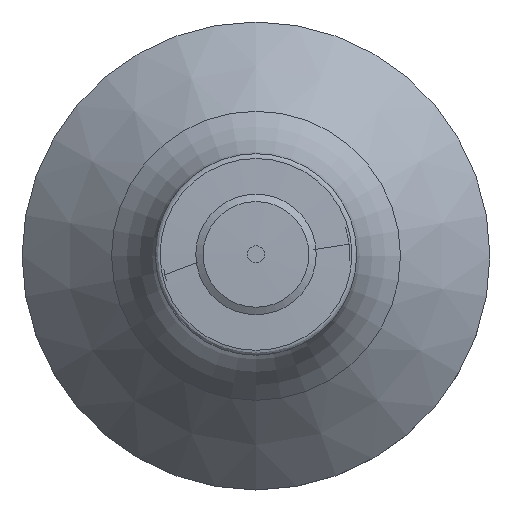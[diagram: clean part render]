
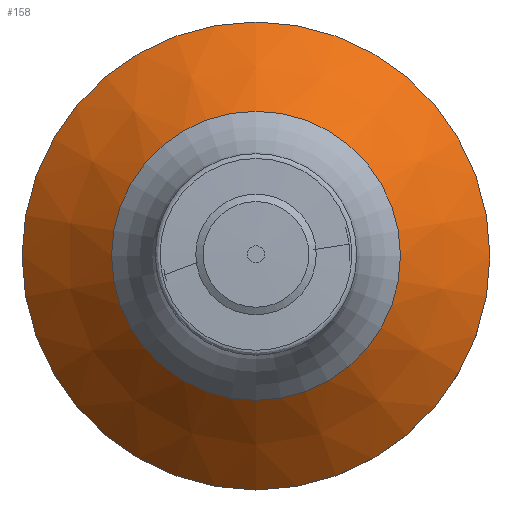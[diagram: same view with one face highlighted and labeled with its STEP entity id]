
A CAD part, top view. The second image highlights one B-rep face of the part: STEP entity #158.
In plain terms, the highlighted conical face has half-angle 45 degrees and reference radius 7 mm.
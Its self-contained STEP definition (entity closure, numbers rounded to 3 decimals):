
#35=CONICAL_SURFACE('',#424,7.,45.);
#124=FACE_BOUND('',#215,.T.);
#125=FACE_BOUND('',#216,.T.);
#158=ADVANCED_FACE('',(#124,#125),#35,.T.);
#215=EDGE_LOOP('',(#276));
#216=EDGE_LOOP('',(#277));
#276=ORIENTED_EDGE('',*,*,#365,.T.);
#277=ORIENTED_EDGE('',*,*,#366,.T.);
#329=VERTEX_POINT('',#671);
#330=VERTEX_POINT('',#673);
#365=EDGE_CURVE('',#329,#329,#387,.T.);
#366=EDGE_CURVE('',#330,#330,#388,.T.);
#387=CIRCLE('',#422,10.808);
#388=CIRCLE('',#423,17.5);
#422=AXIS2_PLACEMENT_3D('',#670,#511,#512);
#423=AXIS2_PLACEMENT_3D('',#672,#513,#514);
#424=AXIS2_PLACEMENT_3D('',#674,#515,#516);
#511=DIRECTION('',(0.,0.,-1.));
#512=DIRECTION('',(0.,1.,0.));
#513=DIRECTION('',(0.,0.,1.));
#514=DIRECTION('',(0.,-1.,0.));
#515=DIRECTION('',(0.,0.,-1.));
#516=DIRECTION('',(0.,1.,0.));
#670=CARTESIAN_POINT('',(0.,0.,11.692));
#671=CARTESIAN_POINT('',(0.,10.808,11.692));
#672=CARTESIAN_POINT('',(0.,0.,5.));
#673=CARTESIAN_POINT('',(0.,-17.5,5.));
#674=CARTESIAN_POINT('',(0.,0.,15.5));
